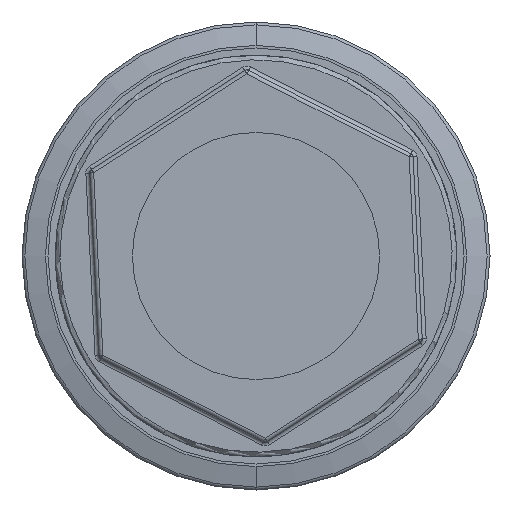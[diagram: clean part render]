
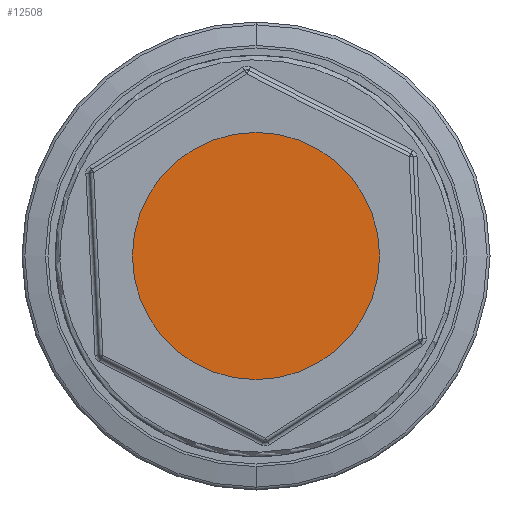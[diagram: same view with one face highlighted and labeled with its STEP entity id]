
A CAD part, front view. The second image highlights one B-rep face of the part: STEP entity #12508.
In plain terms, the highlighted planar face has unit normal (0, -1, 0).
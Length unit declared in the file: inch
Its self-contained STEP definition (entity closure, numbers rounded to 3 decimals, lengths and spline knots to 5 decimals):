
#2591=CARTESIAN_POINT('',(-0.33211,-4.97235,0.));
#2592=DIRECTION('',(0.,-1.,0.));
#2593=DIRECTION('',(0.,0.,-1.));
#2594=AXIS2_PLACEMENT_3D('',#2591,#2592,#2593);
#2596=CARTESIAN_POINT('',(-0.33211,-4.97235,0.));
#2597=DIRECTION('',(0.,-1.,0.));
#2598=DIRECTION('',(0.,0.,1.));
#2599=AXIS2_PLACEMENT_3D('',#2596,#2597,#2598);
#7565=CARTESIAN_POINT('',(-0.33211,-4.97235,
-0.62362));
#7566=CARTESIAN_POINT('',(-0.33211,-4.97235,
0.62362));
#7567=VERTEX_POINT('',#7565);
#7568=VERTEX_POINT('',#7566);
#12499=CARTESIAN_POINT('',(-0.95574,-4.97235,0.));
#12500=DIRECTION('',(0.,-1.,0.));
#12501=DIRECTION('',(0.,0.,-1.));
#12502=AXIS2_PLACEMENT_3D('',#12499,#12500,#12501);
#12503=PLANE('',#12502);
#12504=ORIENTED_EDGE('',*,*,#12479,.F.);
#12505=ORIENTED_EDGE('',*,*,#12493,.F.);
#12506=EDGE_LOOP('',(#12504,#12505));
#12507=FACE_OUTER_BOUND('',#12506,.F.);
#12508=ADVANCED_FACE('',(#12507),#12503,.T.);
#2595=CIRCLE('',#2594,0.62362);
#2600=CIRCLE('',#2599,0.62362);
#12479=EDGE_CURVE('',#7567,#7568,#2595,.T.);
#12493=EDGE_CURVE('',#7568,#7567,#2600,.T.);
